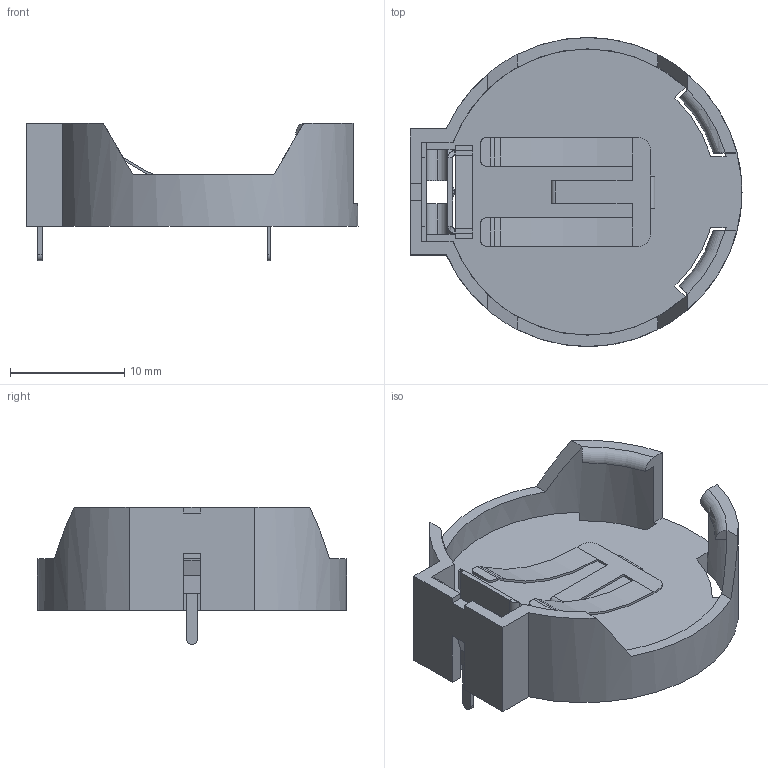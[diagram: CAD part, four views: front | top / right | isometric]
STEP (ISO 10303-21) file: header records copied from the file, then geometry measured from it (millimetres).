
FILE_DESCRIPTION(('FreeCAD Model'),'2;1');
FILE_NAME('BatteryHolder_ComfortableElectronic_CH273-2450_1x2450.step','2020-04-16T12:25:14',( 'kicad StepUp'),('ksu MCAD'),'Open CASCADE STEP processor 7.3', 'FreeCAD','Unknown');
FILE_SCHEMA(('AUTOMOTIVE_DESIGN { 1 0 10303 214 1 1 1 1 }'));
Length unit declared in the file: millimetre
Products named in the file (1): BatteryHolder_ComfortableElectronic_CH273-2450_1x2450
Bounding box: 29 x 27 x 12 mm (x, y, z)
Volume: 1632.7 mm3; surface area: 2720.2 mm2
Topology: 1 solids, 1 shells, 226 faces, 587 edges, 358 vertices
Faces by surface type: plane 159, cylinder 55, sphere 8, torus 2, bspline 2
Entity records: 8468 total; most frequent: CARTESIAN_POINT 1290, ORIENTED_EDGE 1174, DIRECTION 1159, EDGE_CURVE 587, LINE 441, VECTOR 441, AXIS2_PLACEMENT_3D 359, VERTEX_POINT 358
